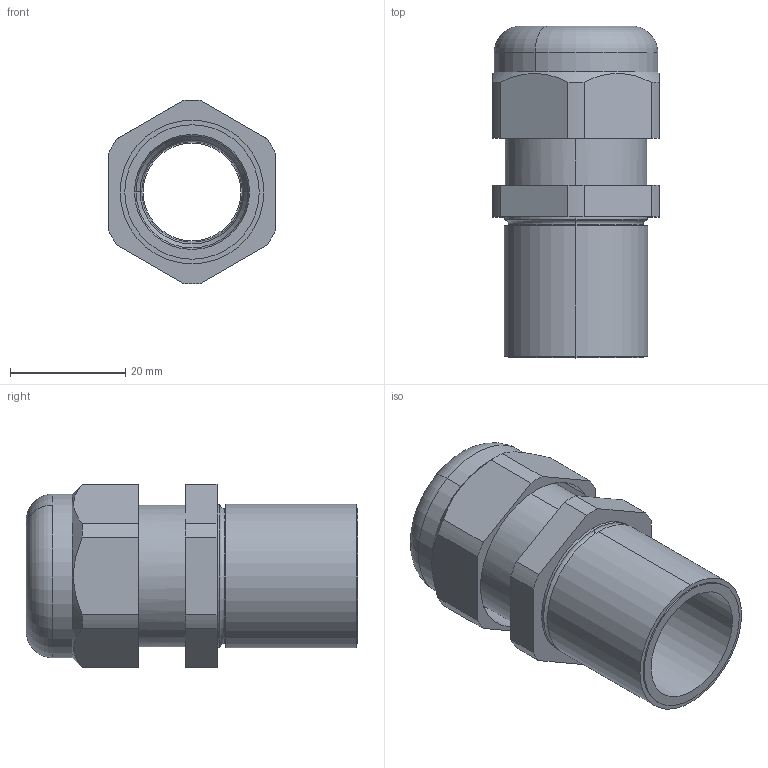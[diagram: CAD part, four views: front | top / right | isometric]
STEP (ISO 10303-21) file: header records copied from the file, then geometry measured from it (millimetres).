
FILE_DESCRIPTION (( 'STEP AP214' ), '1' );
FILE_NAME ('2022989.STP', '2019-12-06T10:50:17', ( '' ), ( '' ), 'SwSTEP 2.0', 'SolidWorks 2018', '' );
FILE_SCHEMA (( 'AUTOMOTIVE_DESIGN' ));
Length unit declared in the file: millimetre
Products named in the file (4): EV501_M25; 032244_grafische Darstellung; 0005615_grafische Darstellung; 2022989
Assembly tree (3 placements, depth 2):
  2022989
    032244_grafische Darstellung
    EV501_M25
    0005615_grafische Darstellung
Bounding box: 29 x 57.7 x 31.99 mm (x, y, z)
Volume: 13843 mm3; surface area: 14423.6 mm2
Topology: 3 solids, 3 shells, 216 faces, 563 edges, 357 vertices
Faces by surface type: plane 97, cylinder 71, torus 24, cone 24
Entity records: 6940 total; most frequent: CARTESIAN_POINT 1410, DIRECTION 1174, ORIENTED_EDGE 1126, EDGE_CURVE 563, AXIS2_PLACEMENT_3D 457, VERTEX_POINT 357, VECTOR 260, LINE 260
